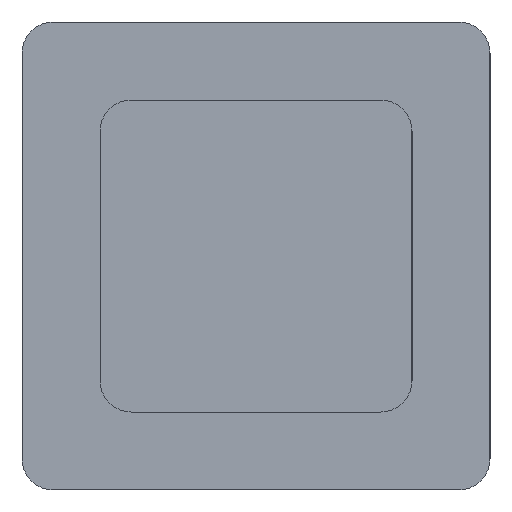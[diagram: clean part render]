
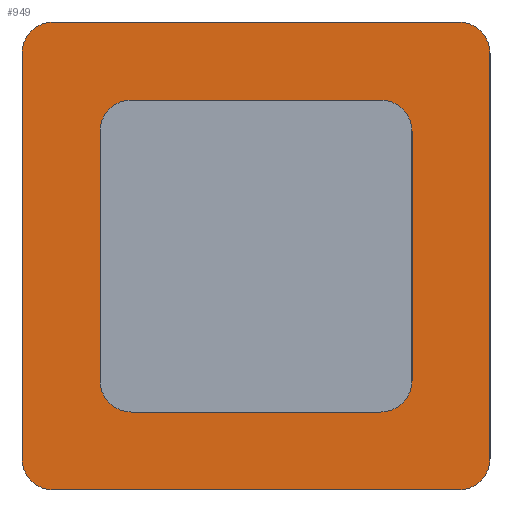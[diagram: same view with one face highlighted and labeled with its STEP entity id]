
A CAD part, front view. The second image highlights one B-rep face of the part: STEP entity #949.
In plain terms, the highlighted face is planar.
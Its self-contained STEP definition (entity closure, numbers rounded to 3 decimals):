
#102=FACE_OUTER_BOUND('',#161,.T.);
#161=EDGE_LOOP('',(#736,#737,#738,#739,#740,#741,#742,#743));
#211=CIRCLE('',#1077,3.);
#213=CIRCLE('',#1080,3.);
#215=CIRCLE('',#1084,3.);
#217=CIRCLE('',#1088,3.);
#274=LINE('',#1575,#361);
#278=LINE('',#1587,#365);
#283=LINE('',#1599,#370);
#284=LINE('',#1601,#371);
#361=VECTOR('',#1268,39.);
#365=VECTOR('',#1280,39.);
#370=VECTOR('',#1293,39.);
#371=VECTOR('',#1296,39.);
#441=VERTEX_POINT('',#1556);
#442=VERTEX_POINT('',#1557);
#445=VERTEX_POINT('',#1565);
#446=VERTEX_POINT('',#1566);
#449=VERTEX_POINT('',#1574);
#451=VERTEX_POINT('',#1580);
#453=VERTEX_POINT('',#1586);
#455=VERTEX_POINT('',#1592);
#540=EDGE_CURVE('',#441,#442,#211,.T.);
#544=EDGE_CURVE('',#445,#446,#213,.T.);
#548=EDGE_CURVE('',#449,#446,#274,.T.);
#551=EDGE_CURVE('',#449,#451,#215,.T.);
#554=EDGE_CURVE('',#453,#451,#278,.T.);
#557=EDGE_CURVE('',#453,#455,#217,.T.);
#561=EDGE_CURVE('',#441,#455,#283,.T.);
#562=EDGE_CURVE('',#445,#442,#284,.T.);
#736=ORIENTED_EDGE('',*,*,#561,.F.);
#737=ORIENTED_EDGE('',*,*,#540,.T.);
#738=ORIENTED_EDGE('',*,*,#562,.F.);
#739=ORIENTED_EDGE('',*,*,#544,.T.);
#740=ORIENTED_EDGE('',*,*,#548,.F.);
#741=ORIENTED_EDGE('',*,*,#551,.T.);
#742=ORIENTED_EDGE('',*,*,#554,.F.);
#743=ORIENTED_EDGE('',*,*,#557,.T.);
#904=PLANE('',#1091);
#949=ADVANCED_FACE('',(#102),#904,.T.);
#1077=AXIS2_PLACEMENT_3D('',#1558,#1252,#1253);
#1080=AXIS2_PLACEMENT_3D('',#1567,#1260,#1261);
#1084=AXIS2_PLACEMENT_3D('',#1581,#1273,#1274);
#1088=AXIS2_PLACEMENT_3D('',#1593,#1285,#1286);
#1091=AXIS2_PLACEMENT_3D('',#1600,#1294,#1295);
#1252=DIRECTION('center_axis',(0.,0.,1.));
#1253=DIRECTION('ref_axis',(-1.,0.,0.));
#1260=DIRECTION('center_axis',(0.,0.,1.));
#1261=DIRECTION('ref_axis',(0.,-1.,0.));
#1268=DIRECTION('',(0.,-1.,0.));
#1273=DIRECTION('center_axis',(0.,0.,1.));
#1274=DIRECTION('ref_axis',(1.,0.,0.));
#1280=DIRECTION('',(1.,0.,0.));
#1285=DIRECTION('center_axis',(0.,0.,1.));
#1286=DIRECTION('ref_axis',(0.,1.,0.));
#1293=DIRECTION('',(0.,1.,0.));
#1294=DIRECTION('center_axis',(0.,0.,1.));
#1295=DIRECTION('ref_axis',(1.,0.,0.));
#1296=DIRECTION('',(-1.,0.,0.));
#1556=CARTESIAN_POINT('',(-22.5,-19.5,10.));
#1557=CARTESIAN_POINT('',(-19.5,-22.5,10.));
#1558=CARTESIAN_POINT('Origin',(-19.5,-19.5,10.));
#1565=CARTESIAN_POINT('',(19.5,-22.5,10.));
#1566=CARTESIAN_POINT('',(22.5,-19.5,10.));
#1567=CARTESIAN_POINT('Origin',(19.5,-19.5,10.));
#1574=CARTESIAN_POINT('',(22.5,19.5,10.));
#1575=CARTESIAN_POINT('',(22.5,19.5,10.));
#1580=CARTESIAN_POINT('',(19.5,22.5,10.));
#1581=CARTESIAN_POINT('Origin',(19.5,19.5,10.));
#1586=CARTESIAN_POINT('',(-19.5,22.5,10.));
#1587=CARTESIAN_POINT('',(-19.5,22.5,10.));
#1592=CARTESIAN_POINT('',(-22.5,19.5,10.));
#1593=CARTESIAN_POINT('Origin',(-19.5,19.5,10.));
#1599=CARTESIAN_POINT('',(-22.5,-19.5,10.));
#1600=CARTESIAN_POINT('Origin',(0.,0.,
10.));
#1601=CARTESIAN_POINT('',(19.5,-22.5,10.));
